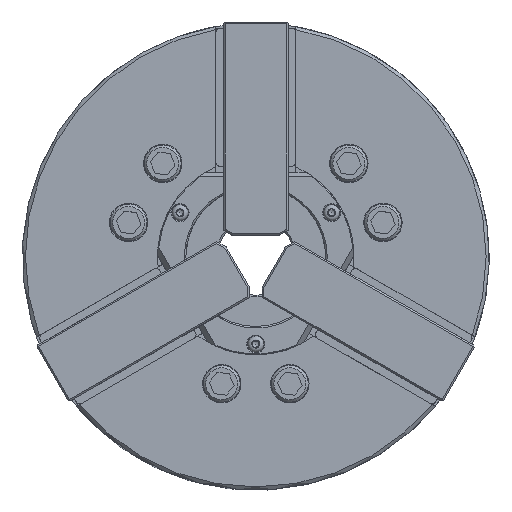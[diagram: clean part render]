
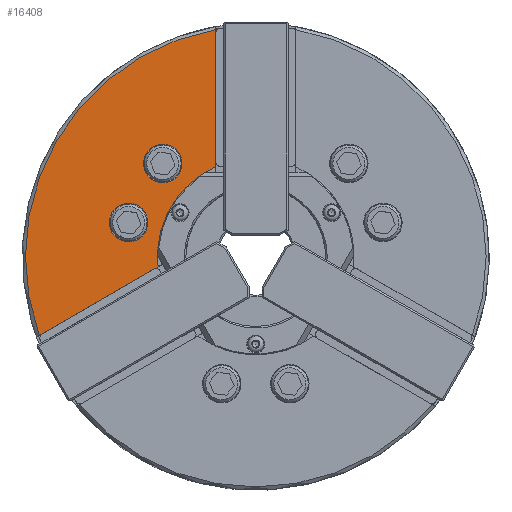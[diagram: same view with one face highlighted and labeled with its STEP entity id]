
A CAD part, top view. The second image highlights one B-rep face of the part: STEP entity #16408.
In plain terms, the highlighted planar face has unit normal (0, 0, 1).
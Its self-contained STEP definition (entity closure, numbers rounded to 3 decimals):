
#445=LINE('',#24819,#1806);
#487=LINE('',#24930,#1848);
#1806=VECTOR('',#19733,1000.);
#1848=VECTOR('',#19825,1000.);
#3137=PLANE('',#17731);
#4171=ORIENTED_EDGE('',*,*,#8822,.T.);
#4172=ORIENTED_EDGE('',*,*,#8930,.T.);
#4173=ORIENTED_EDGE('',*,*,#8877,.F.);
#4174=ORIENTED_EDGE('',*,*,#8924,.T.);
#4175=ORIENTED_EDGE('',*,*,#8680,.T.);
#4176=ORIENTED_EDGE('',*,*,#8673,.T.);
#8673=EDGE_CURVE('',#11102,#11102,#12761,.T.);
#8680=EDGE_CURVE('',#11109,#11109,#12766,.T.);
#8822=EDGE_CURVE('',#11238,#11237,#445,.T.);
#8877=EDGE_CURVE('',#11281,#11282,#487,.T.);
#8924=EDGE_CURVE('',#11281,#11238,#12862,.T.);
#8930=EDGE_CURVE('',#11237,#11282,#12868,.T.);
#11102=VERTEX_POINT('',#24494);
#11109=VERTEX_POINT('',#24511);
#11237=VERTEX_POINT('',#24818);
#11238=VERTEX_POINT('',#24820);
#11281=VERTEX_POINT('',#24929);
#11282=VERTEX_POINT('',#24931);
#12761=CIRCLE('',#17555,12.5);
#12766=CIRCLE('',#17563,12.5);
#12862=CIRCLE('',#17723,150.);
#12868=CIRCLE('',#17732,64.);
#13645=EDGE_LOOP('',(#4171,#4172,#4173,#4174));
#13646=EDGE_LOOP('',(#4175));
#13647=EDGE_LOOP('',(#4176));
#14919=FACE_BOUND('',#13645,.T.);
#14920=FACE_BOUND('',#13646,.T.);
#14921=FACE_BOUND('',#13647,.T.);
#16408=ADVANCED_FACE('',(#14919,#14920,#14921),#3137,.F.);
#17555=AXIS2_PLACEMENT_3D('',#24493,#19434,#19435);
#17563=AXIS2_PLACEMENT_3D('',#24510,#19452,#19453);
#17723=AXIS2_PLACEMENT_3D('',#25019,#19920,#19921);
#17731=AXIS2_PLACEMENT_3D('',#25027,#19936,#19937);
#17732=AXIS2_PLACEMENT_3D('',#25028,#19938,#19939);
#19434=DIRECTION('',(0.,0.,-1.));
#19435=DIRECTION('',(0.5,0.866,0.));
#19452=DIRECTION('',(0.,0.,-1.));
#19453=DIRECTION('',(0.5,0.866,0.));
#19733=DIRECTION('',(0.866,0.5,0.));
#19825=DIRECTION('',(0.,-1.,0.));
#19920=DIRECTION('',(0.,0.,1.));
#19921=DIRECTION('',(-1.,0.,0.));
#19936=DIRECTION('',(0.,0.,-1.));
#19937=DIRECTION('',(-1.,0.,0.));
#19938=DIRECTION('',(0.,0.,-1.));
#19939=DIRECTION('',(-1.,0.,0.));
#24493=CARTESIAN_POINT('',(-82.804,22.187,0.));
#24494=CARTESIAN_POINT('',(-76.554,33.013,0.));
#24510=CARTESIAN_POINT('',(-60.617,60.617,0.));
#24511=CARTESIAN_POINT('',(-54.367,71.442,0.));
#24818=CARTESIAN_POINT('',(-63.646,-6.724,0.));
#24819=CARTESIAN_POINT('',(-157.799,-61.083,0.));
#24820=CARTESIAN_POINT('',(-140.937,-51.348,0.));
#24929=CARTESIAN_POINT('',(-26.,147.729,0.));
#24930=CARTESIAN_POINT('',(-26.,167.2,0.));
#24931=CARTESIAN_POINT('',(-26.,58.481,0.));
#25019=CARTESIAN_POINT('',(0.,0.,0.));
#25027=CARTESIAN_POINT('',(0.,64.,0.));
#25028=CARTESIAN_POINT('',(0.,0.,0.));
